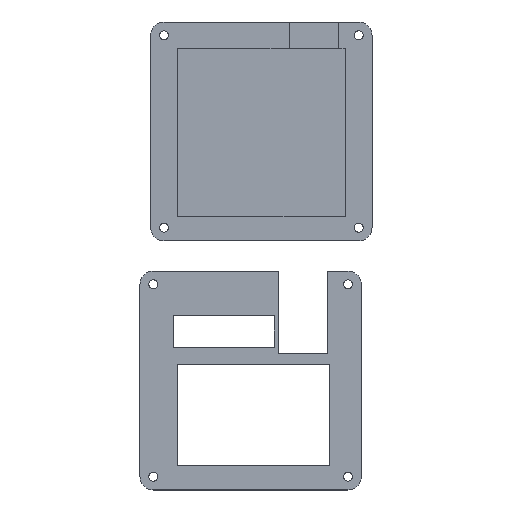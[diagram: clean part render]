
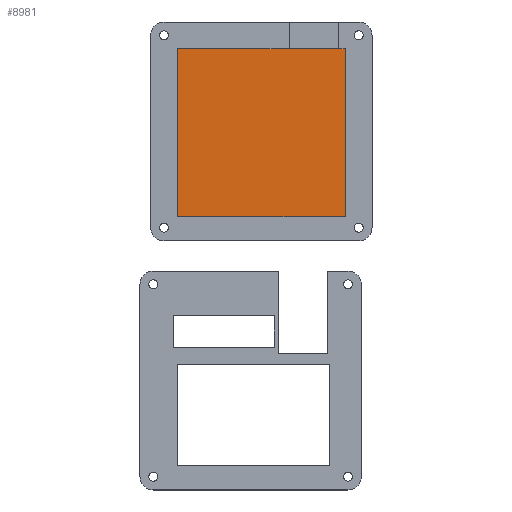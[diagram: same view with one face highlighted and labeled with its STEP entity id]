
A CAD part, top view. The second image highlights one B-rep face of the part: STEP entity #8981.
In plain terms, the highlighted planar face has unit normal (0, 0, 1).
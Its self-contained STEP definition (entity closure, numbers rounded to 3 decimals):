
#1454=FACE_OUTER_BOUND('',#1969,.T.);
#1969=EDGE_LOOP('',(#8171,#8172,#8173,#8174));
#2049=LINE('',#10525,#2764);
#2674=LINE('',#17971,#3389);
#2675=LINE('',#17972,#3390);
#2676=LINE('',#17973,#3391);
#2764=VECTOR('',#9333,10.);
#3389=VECTOR('',#10256,10.);
#3390=VECTOR('',#10257,10.);
#3391=VECTOR('',#10258,10.);
#3482=VERTEX_POINT('',#10522);
#3483=VERTEX_POINT('',#10524);
#4294=VERTEX_POINT('',#17969);
#4295=VERTEX_POINT('',#17970);
#4381=EDGE_CURVE('',#3482,#3483,#2049,.T.);
#5600=EDGE_CURVE('',#4294,#4295,#2674,.T.);
#5601=EDGE_CURVE('',#3483,#4294,#2675,.T.);
#5602=EDGE_CURVE('',#4295,#3482,#2676,.T.);
#8171=ORIENTED_EDGE('',*,*,#5600,.F.);
#8172=ORIENTED_EDGE('',*,*,#5601,.F.);
#8173=ORIENTED_EDGE('',*,*,#4381,.F.);
#8174=ORIENTED_EDGE('',*,*,#5602,.F.);
#8516=PLANE('',#9212);
#8981=ADVANCED_FACE('',(#1454),#8516,.T.);
#9212=AXIS2_PLACEMENT_3D('',#17968,#10254,#10255);
#9333=DIRECTION('',(1.,0.,0.));
#10254=DIRECTION('center_axis',(0.,0.,1.));
#10255=DIRECTION('ref_axis',(1.,0.,0.));
#10256=DIRECTION('',(-1.,0.,0.));
#10257=DIRECTION('',(0.,-1.,0.));
#10258=DIRECTION('',(0.,1.,0.));
#10522=CARTESIAN_POINT('',(-0.003,61.219,3.));
#10524=CARTESIAN_POINT('',(62.997,61.219,3.));
#10525=CARTESIAN_POINT('',(15.747,61.219,3.));
#17968=CARTESIAN_POINT('Origin',(31.497,29.666,3.));
#17969=CARTESIAN_POINT('',(62.997,-1.887,3.));
#17970=CARTESIAN_POINT('',(-0.003,-1.887,3.));
#17971=CARTESIAN_POINT('',(47.247,-1.887,3.));
#17972=CARTESIAN_POINT('',(62.997,45.443,3.));
#17973=CARTESIAN_POINT('',(-0.003,13.89,3.));
